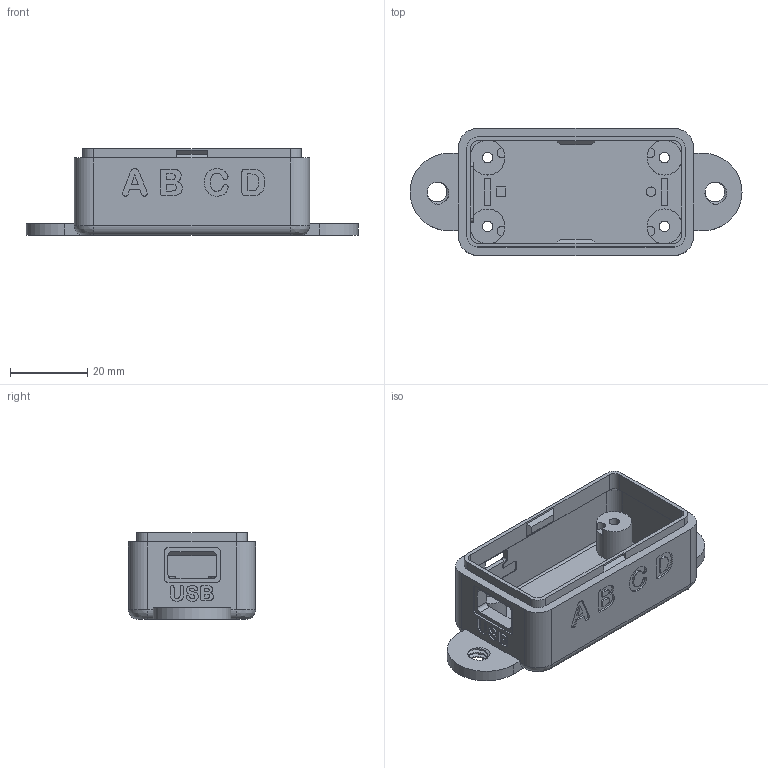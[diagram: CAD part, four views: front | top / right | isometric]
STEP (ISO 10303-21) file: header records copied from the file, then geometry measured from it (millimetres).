
FILE_DESCRIPTION(/* description */ (''),/* implementation_level */ '2;1');
FILE_NAME(/* name */ 'FAIO_Multiplexer_Body_Bottom_With_Mount.step',/* time_stamp */ '2021-01-16T16:09:31-08:00',/* author */ (''),/* organization */ (''),/* preprocessor_version */ 'ST-DEVELOPER v18.1',/* originating_system */ 'Autodesk Translation Framework v9.7.1.1290',/* authorisation */ '');
FILE_SCHEMA (('AUTOMOTIVE_DESIGN { 1 0 10303 214 3 1 1 }'));
Length unit declared in the file: millimetre
Products named in the file (2): FAIO_Multiplexer_Body_Bottom_With_Mount; Case
Assembly tree (1 placements, depth 2):
  FAIO_Multiplexer_Body_Bottom_With_Mount
    Case
Bounding box: 85.8 x 32.86 x 22.4 mm (x, y, z)
Volume: 13410.3 mm3; surface area: 14218.8 mm2
Topology: 1 solids, 1 shells, 646 faces, 1799 edges, 1192 vertices
Faces by surface type: bspline 330, plane 223, cylinder 85, cone 4, torus 4
Full cylindrical faces by diameter (mm): 2.5 x1, 2.7 x4, 5.118 x2, 6 x4, 6.35 x2, 9 x4
Entity records: 26741 total; most frequent: CARTESIAN_POINT 12254, ORIENTED_EDGE 3598, DIRECTION 1923, EDGE_CURVE 1799, VERTEX_POINT 1192, LINE 929, VECTOR 929, EDGE_LOOP 703
